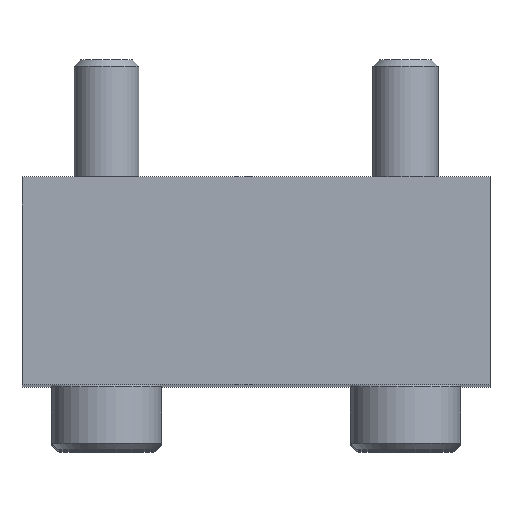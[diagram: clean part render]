
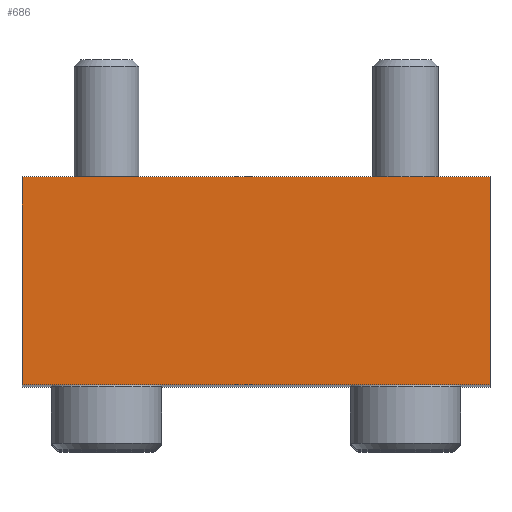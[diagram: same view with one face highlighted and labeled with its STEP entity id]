
A CAD part, top view. The second image highlights one B-rep face of the part: STEP entity #686.
In plain terms, the highlighted face is planar.
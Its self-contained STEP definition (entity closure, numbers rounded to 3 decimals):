
#79=LINE('',#1107,#109);
#82=LINE('',#1113,#112);
#83=LINE('',#1115,#113);
#84=LINE('',#1117,#114);
#109=VECTOR('',#873,1000.);
#112=VECTOR('',#878,1000.);
#113=VECTOR('',#879,1000.);
#114=VECTOR('',#880,1000.);
#144=ORIENTED_EDGE('',*,*,#304,.T.);
#145=ORIENTED_EDGE('',*,*,#305,.F.);
#146=ORIENTED_EDGE('',*,*,#306,.F.);
#147=ORIENTED_EDGE('',*,*,#301,.T.);
#301=EDGE_CURVE('',#382,#381,#79,.T.);
#304=EDGE_CURVE('',#381,#384,#82,.T.);
#305=EDGE_CURVE('',#385,#384,#83,.T.);
#306=EDGE_CURVE('',#382,#385,#84,.T.);
#381=VERTEX_POINT('',#1106);
#382=VERTEX_POINT('',#1108);
#384=VERTEX_POINT('',#1114);
#385=VERTEX_POINT('',#1116);
#484=EDGE_LOOP('',(#144,#145,#146,#147));
#574=FACE_BOUND('',#484,.T.);
#663=PLANE('',#766);
#686=ADVANCED_FACE('',(#574),#663,.F.);
#766=AXIS2_PLACEMENT_3D('',#1112,#876,#877);
#873=DIRECTION('',(0.,0.,-1.));
#876=DIRECTION('',(1.,0.,0.));
#877=DIRECTION('',(0.,0.,-1.));
#878=DIRECTION('',(0.,-1.,0.));
#879=DIRECTION('',(0.,0.,-1.));
#880=DIRECTION('',(0.,-1.,0.));
#1106=CARTESIAN_POINT('',(-49.,36.,0.));
#1107=CARTESIAN_POINT('',(-49.,36.,16.));
#1108=CARTESIAN_POINT('',(-49.,36.,16.));
#1112=CARTESIAN_POINT('',(-49.,36.,16.));
#1113=CARTESIAN_POINT('',(-49.,36.,0.));
#1114=CARTESIAN_POINT('',(-49.,0.,0.));
#1115=CARTESIAN_POINT('',(-49.,0.,16.));
#1116=CARTESIAN_POINT('',(-49.,0.,16.));
#1117=CARTESIAN_POINT('',(-49.,36.,16.));
